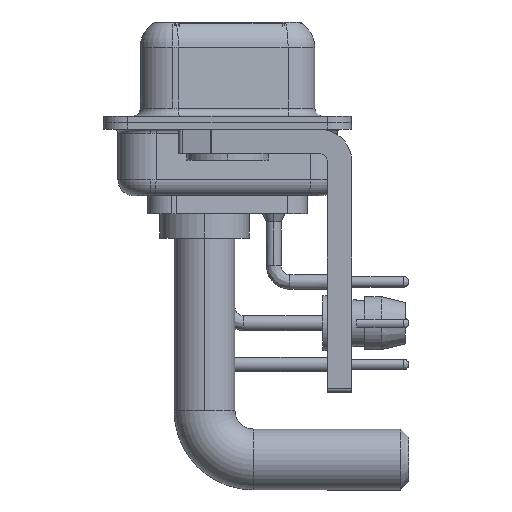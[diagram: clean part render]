
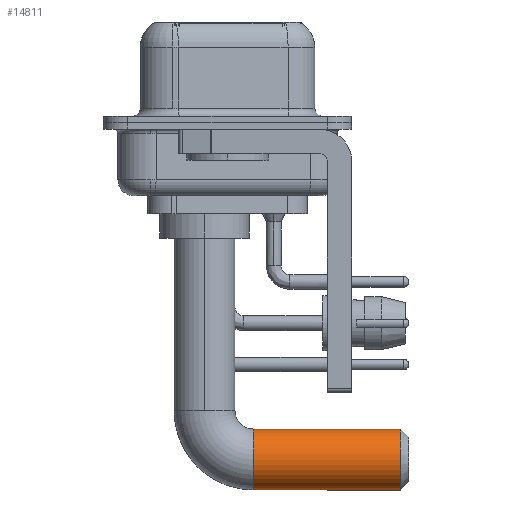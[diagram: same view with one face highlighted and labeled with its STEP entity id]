
A CAD part, left-side view. The second image highlights one B-rep face of the part: STEP entity #14811.
In plain terms, the highlighted cylindrical face has radius 1.875 mm (diameter 3.75 mm), a partial arc.
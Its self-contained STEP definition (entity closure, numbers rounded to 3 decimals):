
#899 = DIRECTION ( 'NONE',  ( 0., 0., -1. ) ) ;
#1271 = ORIENTED_EDGE ( 'NONE', *, *, #18173, .F. ) ;
#2956 = ORIENTED_EDGE ( 'NONE', *, *, #30568, .T. ) ;
#3053 = VERTEX_POINT ( 'NONE', #11163 ) ;
#5049 = CARTESIAN_POINT ( 'NONE',  ( 0., -3., -15.505 ) ) ;
#5115 = ORIENTED_EDGE ( 'NONE', *, *, #8950, .T. ) ;
#5525 = VECTOR ( 'NONE', #12045, 1000. ) ;
#5767 = CARTESIAN_POINT ( 'NONE',  ( 0., -12.07, -13.63 ) ) ;
#6350 = CARTESIAN_POINT ( 'NONE',  ( 0., -3., -13.63 ) ) ;
#8162 = CARTESIAN_POINT ( 'NONE',  ( 0., -12.07, -11.755 ) ) ;
#8287 = FACE_OUTER_BOUND ( 'NONE', #22878, .T. ) ;
#8950 = EDGE_CURVE ( 'NONE', #29359, #3053, #22240, .T. ) ;
#10683 = ORIENTED_EDGE ( 'NONE', *, *, #22962, .T. ) ;
#11163 = CARTESIAN_POINT ( 'NONE',  ( 0., -12.07, -15.505 ) ) ;
#12045 = DIRECTION ( 'NONE',  ( 0., -1., 0. ) ) ;
#12872 = CARTESIAN_POINT ( 'NONE',  ( 0., -3., -15.505 ) ) ;
#13101 = CYLINDRICAL_SURFACE ( 'NONE', #18722, 1.875 ) ;
#14811 = ADVANCED_FACE ( 'NONE', ( #8287 ), #13101, .T. ) ;
#15571 = DIRECTION ( 'NONE',  ( 0., 0., -1. ) ) ;
#16149 = DIRECTION ( 'NONE',  ( 0., -1., 0. ) ) ;
#16968 = CIRCLE ( 'NONE', #26213, 1.875 ) ;
#18173 = EDGE_CURVE ( 'NONE', #24727, #28612, #19087, .T. ) ;
#18722 = AXIS2_PLACEMENT_3D ( 'NONE', #30267, #23214, #899 ) ;
#19087 = LINE ( 'NONE', #19246, #5525 ) ;
#19246 = CARTESIAN_POINT ( 'NONE',  ( 0., -3., -11.755 ) ) ;
#21552 = CARTESIAN_POINT ( 'NONE',  ( 0., -3., -11.755 ) ) ;
#22084 = DIRECTION ( 'NONE',  ( 0., -1., 0. ) ) ;
#22240 = LINE ( 'NONE', #5049, #31674 ) ;
#22878 = EDGE_LOOP ( 'NONE', ( #1271, #2956, #5115, #10683 ) ) ;
#22962 = EDGE_CURVE ( 'NONE', #3053, #28612, #27235, .T. ) ;
#23214 = DIRECTION ( 'NONE',  ( 0., -1., 0. ) ) ;
#23853 = DIRECTION ( 'NONE',  ( -1., 0., 0. ) ) ;
#24188 = AXIS2_PLACEMENT_3D ( 'NONE', #5767, #27607, #15571 ) ;
#24727 = VERTEX_POINT ( 'NONE', #21552 ) ;
#26213 = AXIS2_PLACEMENT_3D ( 'NONE', #6350, #16149, #23853 ) ;
#27235 = CIRCLE ( 'NONE', #24188, 1.875 ) ;
#27607 = DIRECTION ( 'NONE',  ( 0., 1., 0. ) ) ;
#28612 = VERTEX_POINT ( 'NONE', #8162 ) ;
#29359 = VERTEX_POINT ( 'NONE', #12872 ) ;
#30267 = CARTESIAN_POINT ( 'NONE',  ( 0., -3., -13.63 ) ) ;
#30568 = EDGE_CURVE ( 'NONE', #24727, #29359, #16968, .T. ) ;
#31674 = VECTOR ( 'NONE', #22084, 1000. ) ;
